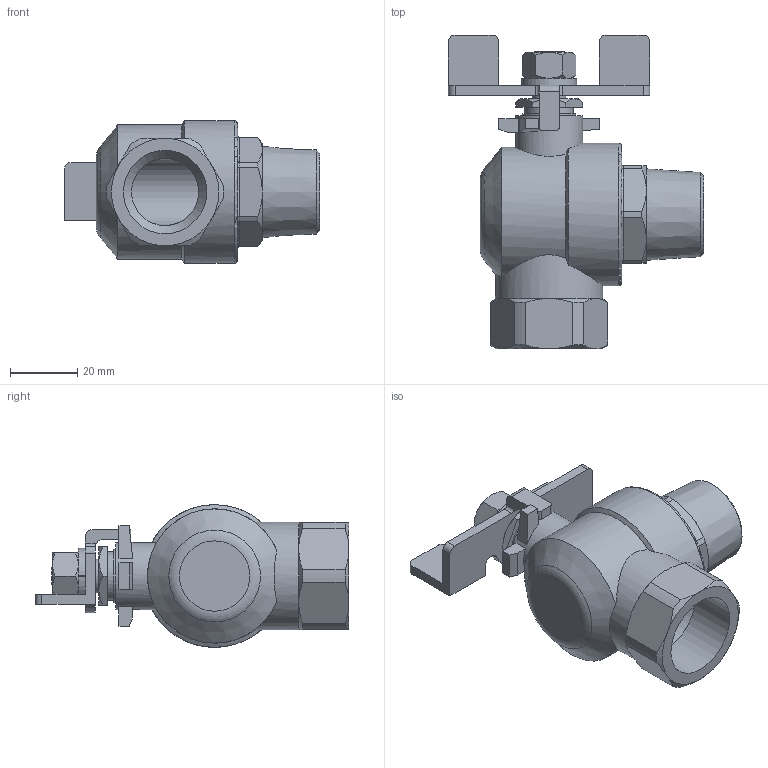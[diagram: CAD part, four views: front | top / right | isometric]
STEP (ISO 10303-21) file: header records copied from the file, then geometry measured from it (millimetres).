
FILE_DESCRIPTION(/* description */ ('Unknown'),/* implementation_level */ '2;1');
FILE_NAME(/* name */ 'R-637-DN20',/* time_stamp */ '2024-03-28T11:54:50+08:00',/* author */ ('Unknown'),/* organization */ ('Unknown'),/* preprocessor_version */ 'ST-DEVELOPER v16.7',/* originating_system */ 'DEX',/* authorisation */ $);
FILE_SCHEMA (('AUTOMOTIVE_DESIGN {1 0 10303 214 3 1 1}'));
Length unit declared in the file: millimetre
Products named in the file (2): R-637-DN20; V-2AL 體內牙+誤牙 
Assembly tree (1 placements, depth 2):
  R-637-DN20
    V-2AL 體內牙+誤牙 
Bounding box: 76 x 93.5 x 42.49 mm (x, y, z)
Volume: 64944.7 mm3; surface area: 23578.6 mm2
Topology: 1 solids, 1 shells, 188 faces, 472 edges, 297 vertices
Faces by surface type: plane 86, cylinder 50, cone 44, torus 8
Full cylindrical faces by diameter (mm): 10 x1, 10.5 x1, 14.465 x1, 15.88 x1, 20 x3, 24.8 x1, 32 x1, 42.5 x1
Entity records: 5642 total; most frequent: CARTESIAN_POINT 1282, ORIENTED_EDGE 896, DIRECTION 874, EDGE_CURVE 448, AXIS2_PLACEMENT_3D 338, VERTEX_POINT 289, EDGE_LOOP 223, FACE_BOUND 223
